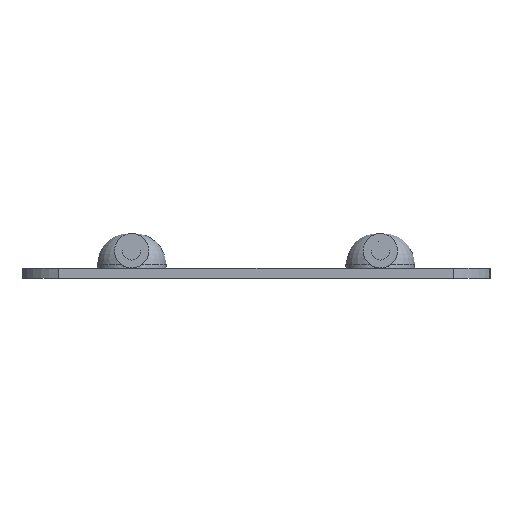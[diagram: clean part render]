
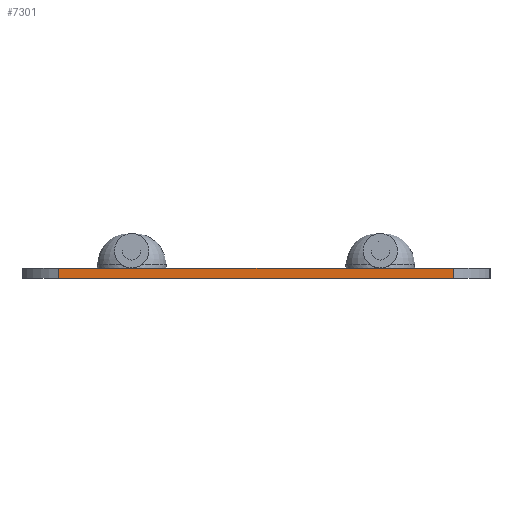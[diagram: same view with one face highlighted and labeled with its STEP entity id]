
A CAD part, left-side view. The second image highlights one B-rep face of the part: STEP entity #7301.
In plain terms, the highlighted planar face has unit normal (-1, 0, 0).
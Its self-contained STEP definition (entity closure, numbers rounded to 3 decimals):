
#197 = CARTESIAN_POINT ( 'NONE',  ( -16.455, 8.266, 0. ) ) ;
#1010 = EDGE_CURVE ( 'NONE', #16256, #11313, #8268, .T. ) ;
#1310 = DIRECTION ( 'NONE',  ( 0., -1., 0. ) ) ;
#2309 = DIRECTION ( 'NONE',  ( 0., 1., 0. ) ) ;
#2347 = CARTESIAN_POINT ( 'NONE',  ( -16.455, 8.266, 0.9 ) ) ;
#2401 = EDGE_CURVE ( 'NONE', #16439, #7579, #5478, .T. ) ;
#2939 = EDGE_LOOP ( 'NONE', ( #16309, #6031, #18220, #4507 ) ) ;
#4507 = ORIENTED_EDGE ( 'NONE', *, *, #13675, .T. ) ;
#5478 = LINE ( 'NONE', #10853, #12973 ) ;
#5757 = AXIS2_PLACEMENT_3D ( 'NONE', #10254, #11893, #2309 ) ;
#6031 = ORIENTED_EDGE ( 'NONE', *, *, #8291, .F. ) ;
#6081 = VECTOR ( 'NONE', #11913, 1000. ) ;
#7301 = ADVANCED_FACE ( 'NONE', ( #15128 ), #19817, .F. ) ;
#7525 = LINE ( 'NONE', #2347, #15050 ) ;
#7579 = VERTEX_POINT ( 'NONE', #7860 ) ;
#7860 = CARTESIAN_POINT ( 'NONE',  ( -16.455, -26., 0. ) ) ;
#8268 = LINE ( 'NONE', #12358, #12045 ) ;
#8291 = EDGE_CURVE ( 'NONE', #11313, #7579, #15085, .T. ) ;
#10254 = CARTESIAN_POINT ( 'NONE',  ( -16.455, 0., 0.9 ) ) ;
#10276 = CARTESIAN_POINT ( 'NONE',  ( -16.455, -26., 0.9 ) ) ;
#10853 = CARTESIAN_POINT ( 'NONE',  ( -16.455, 0., 0. ) ) ;
#11313 = VERTEX_POINT ( 'NONE', #19078 ) ;
#11893 = DIRECTION ( 'NONE',  ( 1., 0., 0. ) ) ;
#11913 = DIRECTION ( 'NONE',  ( 0., 0., -1. ) ) ;
#11934 = DIRECTION ( 'NONE',  ( 0., 0., -1. ) ) ;
#12045 = VECTOR ( 'NONE', #18732, 1000. ) ;
#12358 = CARTESIAN_POINT ( 'NONE',  ( -16.455, 0., 0.9 ) ) ;
#12488 = CARTESIAN_POINT ( 'NONE',  ( -16.455, 8.266, 0.9 ) ) ;
#12973 = VECTOR ( 'NONE', #1310, 1000. ) ;
#13675 = EDGE_CURVE ( 'NONE', #16256, #16439, #7525, .T. ) ;
#15050 = VECTOR ( 'NONE', #11934, 1000. ) ;
#15085 = LINE ( 'NONE', #10276, #6081 ) ;
#15128 = FACE_OUTER_BOUND ( 'NONE', #2939, .T. ) ;
#16256 = VERTEX_POINT ( 'NONE', #12488 ) ;
#16309 = ORIENTED_EDGE ( 'NONE', *, *, #2401, .T. ) ;
#16439 = VERTEX_POINT ( 'NONE', #197 ) ;
#18220 = ORIENTED_EDGE ( 'NONE', *, *, #1010, .F. ) ;
#18732 = DIRECTION ( 'NONE',  ( 0., -1., 0. ) ) ;
#19078 = CARTESIAN_POINT ( 'NONE',  ( -16.455, -26., 0.9 ) ) ;
#19817 = PLANE ( 'NONE',  #5757 ) ;
